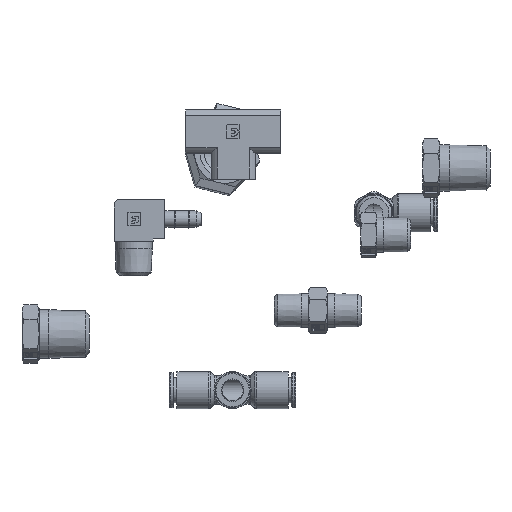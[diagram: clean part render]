
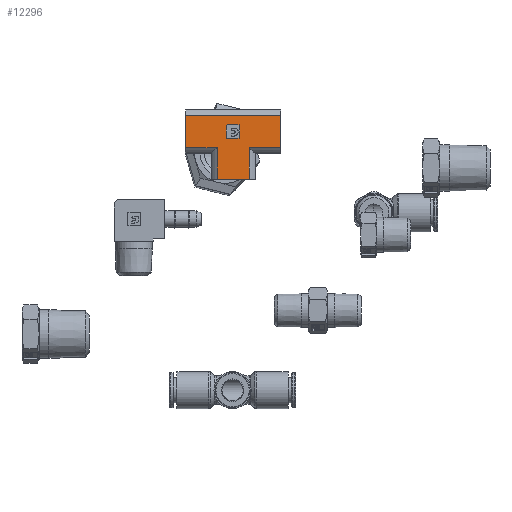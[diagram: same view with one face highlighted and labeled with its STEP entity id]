
A CAD part, front view. The second image highlights one B-rep face of the part: STEP entity #12296.
In plain terms, the highlighted planar face has unit normal (0, -1, 0).
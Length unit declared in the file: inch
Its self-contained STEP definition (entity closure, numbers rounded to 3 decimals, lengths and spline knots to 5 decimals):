
#614=FACE_BOUND('',#2428,.T.);
#938=PLANE('',#13597);
#1565=FACE_OUTER_BOUND('',#2427,.T.);
#2427=EDGE_LOOP('',(#10553,#10554,#10555,#10556,#10557,#10558,#10559,#10560));
#2428=EDGE_LOOP('',(#10561,#10562,#10563,#10564,#10565,#10566,#10567,#10568));
#3394=LINE('',#20639,#4321);
#3398=LINE('',#20648,#4325);
#3401=LINE('',#20656,#4328);
#3409=LINE('',#20674,#4336);
#3411=LINE('',#20683,#4338);
#3412=LINE('',#20685,#4339);
#3413=LINE('',#20687,#4340);
#3414=LINE('',#20689,#4341);
#3415=LINE('',#20691,#4342);
#3416=LINE('',#20693,#4343);
#3417=LINE('',#20695,#4344);
#3418=LINE('',#20696,#4345);
#4321=VECTOR('',#16609,0.3937);
#4325=VECTOR('',#16619,0.3937);
#4328=VECTOR('',#16628,0.3937);
#4336=VECTOR('',#16654,0.3937);
#4338=VECTOR('',#16666,0.3937);
#4339=VECTOR('',#16667,0.3937);
#4340=VECTOR('',#16668,0.3937);
#4341=VECTOR('',#16669,0.3937);
#4342=VECTOR('',#16670,0.3937);
#4343=VECTOR('',#16671,0.3937);
#4344=VECTOR('',#16672,0.3937);
#4345=VECTOR('',#16673,0.3937);
#5006=CIRCLE('',#13576,0.01);
#5007=CIRCLE('',#13579,0.01);
#5008=CIRCLE('',#13582,0.01);
#5009=CIRCLE('',#13591,0.01);
#6016=VERTEX_POINT('',#20632);
#6017=VERTEX_POINT('',#20634);
#6018=VERTEX_POINT('',#20638);
#6019=VERTEX_POINT('',#20642);
#6020=VERTEX_POINT('',#20644);
#6021=VERTEX_POINT('',#20650);
#6022=VERTEX_POINT('',#20652);
#6023=VERTEX_POINT('',#20670);
#6024=VERTEX_POINT('',#20681);
#6025=VERTEX_POINT('',#20682);
#6026=VERTEX_POINT('',#20684);
#6027=VERTEX_POINT('',#20686);
#6028=VERTEX_POINT('',#20688);
#6029=VERTEX_POINT('',#20690);
#6030=VERTEX_POINT('',#20692);
#6031=VERTEX_POINT('',#20694);
#7572=EDGE_CURVE('',#6016,#6017,#5006,.T.);
#7574=EDGE_CURVE('',#6018,#6017,#3394,.T.);
#7577=EDGE_CURVE('',#6019,#6020,#5007,.T.);
#7579=EDGE_CURVE('',#6016,#6020,#3398,.T.);
#7581=EDGE_CURVE('',#6021,#6022,#5008,.T.);
#7583=EDGE_CURVE('',#6019,#6022,#3401,.T.);
#7590=EDGE_CURVE('',#6018,#6023,#5009,.T.);
#7592=EDGE_CURVE('',#6021,#6023,#3409,.T.);
#7594=EDGE_CURVE('',#6024,#6025,#3411,.T.);
#7595=EDGE_CURVE('',#6025,#6026,#3412,.T.);
#7596=EDGE_CURVE('',#6027,#6026,#3413,.T.);
#7597=EDGE_CURVE('',#6027,#6028,#3414,.T.);
#7598=EDGE_CURVE('',#6028,#6029,#3415,.T.);
#7599=EDGE_CURVE('',#6029,#6030,#3416,.T.);
#7600=EDGE_CURVE('',#6030,#6031,#3417,.T.);
#7601=EDGE_CURVE('',#6024,#6031,#3418,.T.);
#10553=ORIENTED_EDGE('',*,*,#7594,.T.);
#10554=ORIENTED_EDGE('',*,*,#7595,.T.);
#10555=ORIENTED_EDGE('',*,*,#7596,.F.);
#10556=ORIENTED_EDGE('',*,*,#7597,.T.);
#10557=ORIENTED_EDGE('',*,*,#7598,.T.);
#10558=ORIENTED_EDGE('',*,*,#7599,.T.);
#10559=ORIENTED_EDGE('',*,*,#7600,.T.);
#10560=ORIENTED_EDGE('',*,*,#7601,.F.);
#10561=ORIENTED_EDGE('',*,*,#7583,.T.);
#10562=ORIENTED_EDGE('',*,*,#7581,.F.);
#10563=ORIENTED_EDGE('',*,*,#7592,.T.);
#10564=ORIENTED_EDGE('',*,*,#7590,.F.);
#10565=ORIENTED_EDGE('',*,*,#7574,.T.);
#10566=ORIENTED_EDGE('',*,*,#7572,.F.);
#10567=ORIENTED_EDGE('',*,*,#7579,.T.);
#10568=ORIENTED_EDGE('',*,*,#7577,.F.);
#12296=ADVANCED_FACE('',(#1565,#614),#938,.T.);
#13576=AXIS2_PLACEMENT_3D('',#20635,#16604,#16605);
#13579=AXIS2_PLACEMENT_3D('',#20645,#16614,#16615);
#13582=AXIS2_PLACEMENT_3D('',#20653,#16623,#16624);
#13591=AXIS2_PLACEMENT_3D('',#20671,#16649,#16650);
#13597=AXIS2_PLACEMENT_3D('',#20680,#16664,#16665);
#16604=DIRECTION('center_axis',(0.,-1.,0.));
#16605=DIRECTION('ref_axis',(0.707,0.,0.707));
#16609=DIRECTION('',(1.,0.,0.));
#16614=DIRECTION('center_axis',(0.,-1.,0.));
#16615=DIRECTION('ref_axis',(0.707,0.,-0.707));
#16619=DIRECTION('',(0.,0.,-1.));
#16623=DIRECTION('center_axis',(0.,-1.,0.));
#16624=DIRECTION('ref_axis',(-0.707,0.,-0.707));
#16628=DIRECTION('',(-1.,0.,0.));
#16649=DIRECTION('center_axis',(0.,-1.,0.));
#16650=DIRECTION('ref_axis',(-0.707,0.,0.707));
#16654=DIRECTION('',(0.,0.,1.));
#16664=DIRECTION('center_axis',(0.,-1.,0.));
#16665=DIRECTION('ref_axis',(0.,0.,-1.));
#16666=DIRECTION('',(1.,0.,0.));
#16667=DIRECTION('',(0.,0.,1.));
#16668=DIRECTION('',(1.,0.,0.));
#16669=DIRECTION('',(0.,0.,-1.));
#16670=DIRECTION('',(1.,0.,0.));
#16671=DIRECTION('',(0.,0.,-1.));
#16672=DIRECTION('',(1.,0.,0.));
#16673=DIRECTION('',(0.,0.,-1.));
#20632=CARTESIAN_POINT('',(0.075,-0.246,0.065));
#20634=CARTESIAN_POINT('',(0.065,-0.246,0.075));
#20635=CARTESIAN_POINT('Origin',(0.065,-0.246,0.065));
#20638=CARTESIAN_POINT('',(-0.065,-0.246,0.075));
#20639=CARTESIAN_POINT('',(0.0375,-0.246,0.075));
#20642=CARTESIAN_POINT('',(0.065,-0.246,-0.075));
#20644=CARTESIAN_POINT('',(0.075,-0.246,-0.065));
#20645=CARTESIAN_POINT('Origin',(0.065,-0.246,-0.065));
#20648=CARTESIAN_POINT('',(0.075,-0.246,-0.12629));
#20650=CARTESIAN_POINT('',(-0.075,-0.246,-0.065));
#20652=CARTESIAN_POINT('',(-0.065,-0.246,-0.075));
#20653=CARTESIAN_POINT('Origin',(-0.065,-0.246,-0.065));
#20656=CARTESIAN_POINT('',(-0.0375,-0.246,-0.075));
#20670=CARTESIAN_POINT('',(-0.075,-0.246,0.065));
#20671=CARTESIAN_POINT('Origin',(-0.065,-0.246,0.065));
#20674=CARTESIAN_POINT('',(-0.075,-0.246,-0.08474));
#20680=CARTESIAN_POINT('Origin',(0.,-0.246,-0.17758));
#20681=CARTESIAN_POINT('',(0.17758,-0.246,-0.17758));
#20682=CARTESIAN_POINT('',(0.53,-0.246,-0.17758));
#20683=CARTESIAN_POINT('',(0.,-0.246,-0.17758));
#20684=CARTESIAN_POINT('',(0.53,-0.246,0.17758));
#20685=CARTESIAN_POINT('',(0.53,-0.246,0.246));
#20686=CARTESIAN_POINT('',(-0.53,-0.246,0.17758));
#20687=CARTESIAN_POINT('',(0.,-0.246,0.17758));
#20688=CARTESIAN_POINT('',(-0.53,-0.246,-0.17758));
#20689=CARTESIAN_POINT('',(-0.53,-0.246,0.246));
#20690=CARTESIAN_POINT('',(-0.17758,-0.246,-0.17758));
#20691=CARTESIAN_POINT('',(0.,-0.246,-0.17758));
#20692=CARTESIAN_POINT('',(-0.17758,-0.246,-0.53));
#20693=CARTESIAN_POINT('',(-0.17758,-0.246,0.));
#20694=CARTESIAN_POINT('',(0.17758,-0.246,-0.53));
#20695=CARTESIAN_POINT('',(-0.246,-0.246,-0.53));
#20696=CARTESIAN_POINT('',(0.17758,-0.246,0.));
